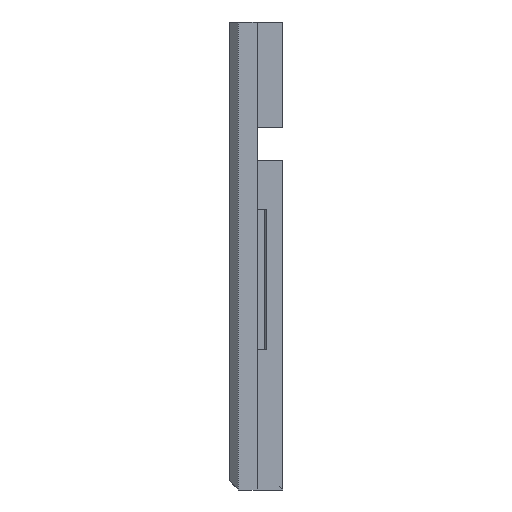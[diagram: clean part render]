
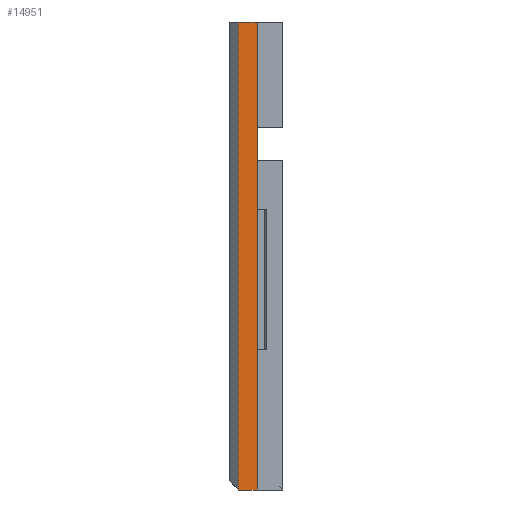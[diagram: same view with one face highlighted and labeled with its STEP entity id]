
A CAD part, left-side view. The second image highlights one B-rep face of the part: STEP entity #14951.
In plain terms, the highlighted planar face has unit normal (-1, 0, 0).
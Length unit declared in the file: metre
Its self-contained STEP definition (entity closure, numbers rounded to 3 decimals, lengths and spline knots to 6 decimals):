
#2122=ORIENTED_EDGE('',*,*,#6488,.F.);
#2123=ORIENTED_EDGE('',*,*,#6489,.T.);
#2124=ORIENTED_EDGE('',*,*,#6327,.T.);
#2125=ORIENTED_EDGE('',*,*,#6321,.T.);
#6321=EDGE_CURVE('',#8582,#8581,#9816,.T.);
#6327=EDGE_CURVE('',#8587,#8582,#9822,.T.);
#6488=EDGE_CURVE('',#8614,#8581,#9980,.T.);
#6489=EDGE_CURVE('',#8614,#8587,#9981,.T.);
#8581=VERTEX_POINT('',#22003);
#8582=VERTEX_POINT('',#22005);
#8587=VERTEX_POINT('',#22017);
#8614=VERTEX_POINT('',#22281);
#9816=LINE('',#22004,#11416);
#9822=LINE('',#22016,#11422);
#9980=LINE('',#22280,#11580);
#9981=LINE('',#22282,#11581);
#11416=VECTOR('',#17454,1.);
#11422=VECTOR('',#17462,1.);
#11580=VECTOR('',#17778,1.);
#11581=VECTOR('',#17779,1.);
#12695=EDGE_LOOP('',(#2122,#2123,#2124,#2125));
#13645=FACE_BOUND('',#12695,.T.);
#14471=PLANE('',#15917);
#14951=ADVANCED_FACE('',(#13645),#14471,.T.);
#15917=AXIS2_PLACEMENT_3D('',#22279,#17776,#17777);
#17454=DIRECTION('',(0.,0.,1.));
#17462=DIRECTION('',(0.,-1.,0.));
#17776=DIRECTION('',(-1.,0.,0.));
#17777=DIRECTION('',(0.,0.,-1.));
#17778=DIRECTION('',(0.,-1.,0.));
#17779=DIRECTION('',(0.,0.,-1.));
#22003=CARTESIAN_POINT('',(-0.084438,0.,0.05));
#22004=CARTESIAN_POINT('',(-0.084438,0.,0.));
#22005=CARTESIAN_POINT('',(-0.084438,0.,-0.05));
#22016=CARTESIAN_POINT('',(-0.084438,0.005,-0.05));
#22017=CARTESIAN_POINT('',(-0.084438,0.004,-0.05));
#22279=CARTESIAN_POINT('',(-0.084438,0.005,0.));
#22280=CARTESIAN_POINT('',(-0.084438,0.005,0.05));
#22281=CARTESIAN_POINT('',(-0.084438,0.004,0.05));
#22282=CARTESIAN_POINT('',(-0.084438,0.004,0.));
